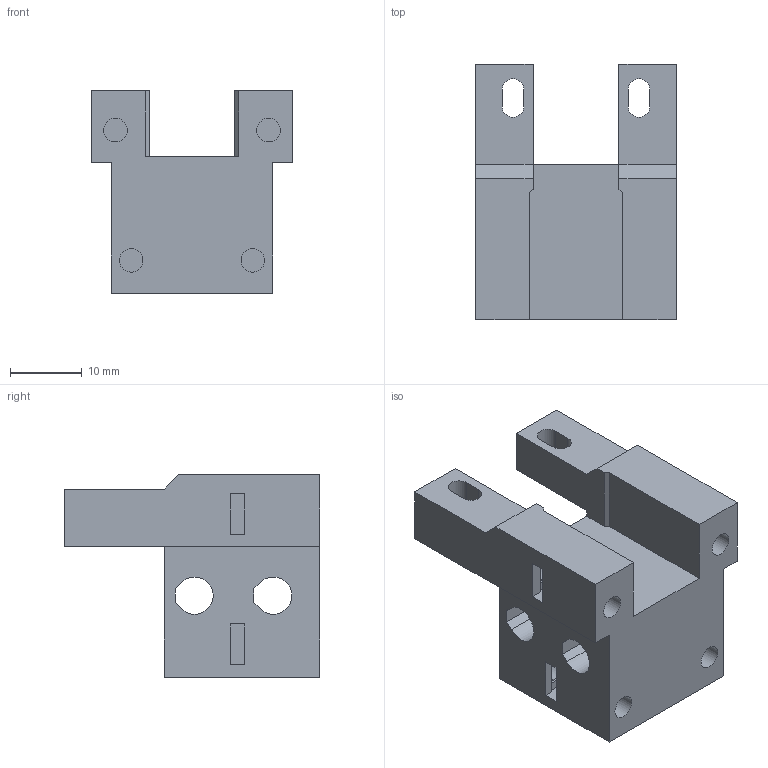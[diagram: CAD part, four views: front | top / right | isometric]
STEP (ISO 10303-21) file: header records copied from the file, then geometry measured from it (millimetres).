
FILE_DESCRIPTION(/* description */ (''),/* implementation_level */ '2;1');
FILE_NAME(/* name */ '9-front-block.step',/* time_stamp */ '2022-04-06T21:20:31+01:00',/* author */ (''),/* organization */ (''),/* preprocessor_version */ 'ST-DEVELOPER v18.1',/* originating_system */ 'Autodesk Translation Framework v10.13.0.1454',/* authorisation */ '');
FILE_SCHEMA (('AUTOMOTIVE_DESIGN { 1 0 10303 214 3 1 1 }'));
Length unit declared in the file: millimetre
Products named in the file (1): 13
Bounding box: 28 x 35.7 x 28.29 mm (x, y, z)
Volume: 11957.6 mm3; surface area: 6651.7 mm2
Topology: 1 solids, 1 shells, 120 faces, 323 edges, 209 vertices
Faces by surface type: plane 106, cylinder 14
Full cylindrical faces by diameter (mm): 3.3 x8
Entity records: 3756 total; most frequent: CARTESIAN_POINT 653, ORIENTED_EDGE 646, DIRECTION 605, EDGE_CURVE 323, LINE 283, VECTOR 283, VERTEX_POINT 209, AXIS2_PLACEMENT_3D 161
